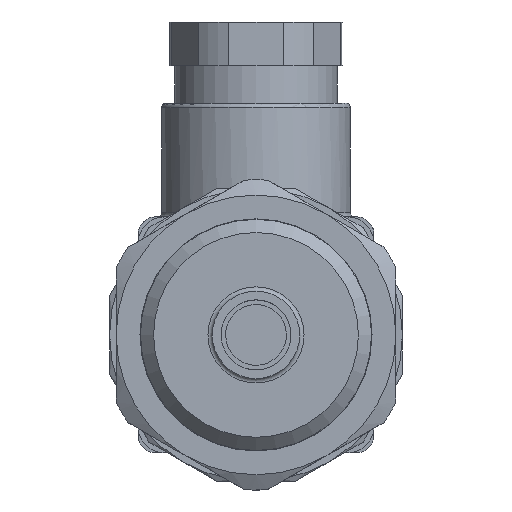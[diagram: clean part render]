
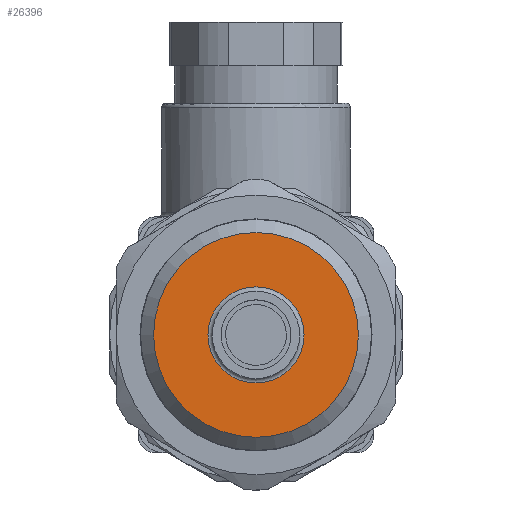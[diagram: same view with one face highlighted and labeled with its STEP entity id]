
A CAD part, front view. The second image highlights one B-rep face of the part: STEP entity #26396.
In plain terms, the highlighted planar face has unit normal (0, -1, 0).
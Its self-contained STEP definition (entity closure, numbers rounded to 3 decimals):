
#26334=CARTESIAN_POINT('',(0.,1.,11.721));
#26335=VERTEX_POINT('',#26334);
#26336=CARTESIAN_POINT('',(0.,1.,0.0));
#26337=DIRECTION('',(0.0,1.0,0.0));
#26338=DIRECTION('',(0.0,0.0,-1.0));
#26339=AXIS2_PLACEMENT_3D('',#26336,#26337,#26338);
#26340=CIRCLE('',#26339,11.721);
#26341=EDGE_CURVE('',#26335,#26335,#26340,.T.);
#26377=CARTESIAN_POINT('',(0.,1.,9.36));
#26378=DIRECTION('',(0.0,-1.0,0.0));
#26379=DIRECTION('',(-1.0,0.0,0.0));
#26380=AXIS2_PLACEMENT_3D('',#26377,#26378,#26379);
#26381=PLANE('',#26380);
#26382=ORIENTED_EDGE('',*,*,#26341,.F.);
#26383=EDGE_LOOP('',(#26382));
#26384=FACE_OUTER_BOUND('',#26383,.T.);
#26385=CARTESIAN_POINT('',(0.,1.,5.5));
#26386=VERTEX_POINT('',#26385);
#26387=CARTESIAN_POINT('',(0.,1.,0.0));
#26388=DIRECTION('',(0.0,1.0,0.0));
#26389=DIRECTION('',(0.0,0.0,1.0));
#26390=AXIS2_PLACEMENT_3D('',#26387,#26388,#26389);
#26391=CIRCLE('',#26390,5.5);
#26392=EDGE_CURVE('',#26386,#26386,#26391,.T.);
#26393=ORIENTED_EDGE('',*,*,#26392,.T.);
#26394=EDGE_LOOP('',(#26393));
#26395=FACE_BOUND('',#26394,.T.);
#26396=ADVANCED_FACE('',(#26384,#26395),#26381,.T.);
